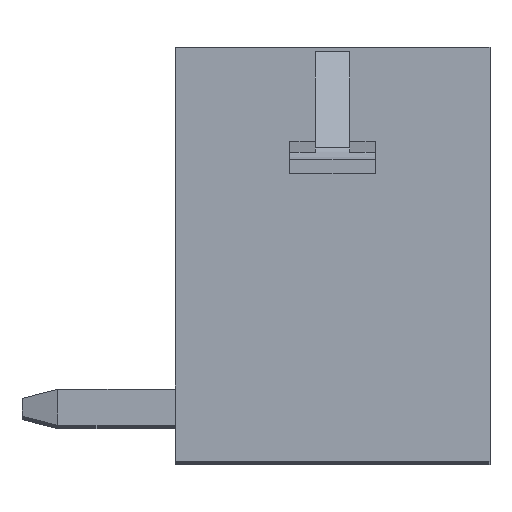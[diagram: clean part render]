
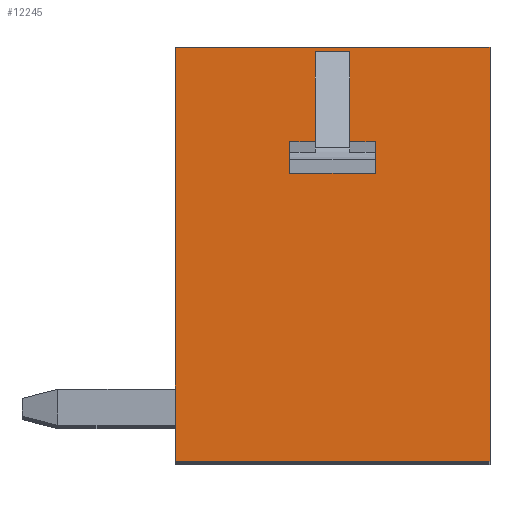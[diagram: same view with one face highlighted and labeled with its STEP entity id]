
A CAD part, top view. The second image highlights one B-rep face of the part: STEP entity #12245.
In plain terms, the highlighted planar face has unit normal (0, 0, 1).
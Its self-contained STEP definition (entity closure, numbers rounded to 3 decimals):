
#1997=DIRECTION('',(1.,0.,0.));
#1998=VECTOR('',#1997,7.);
#1999=CARTESIAN_POINT('',(-3.6,-3.853,0.));
#2000=LINE('',#1999,#1998);
#2001=DIRECTION('',(0.,-1.,0.));
#2002=VECTOR('',#2001,9.2);
#2003=CARTESIAN_POINT('',(-3.6,5.347,0.));
#2004=LINE('',#2003,#2002);
#2005=DIRECTION('',(-1.,0.,0.));
#2006=VECTOR('',#2005,7.);
#2007=CARTESIAN_POINT('',(3.4,5.347,0.));
#2008=LINE('',#2007,#2006);
#2009=DIRECTION('',(0.,1.,0.));
#2010=VECTOR('',#2009,9.2);
#2011=CARTESIAN_POINT('',(3.4,-3.853,0.));
#2012=LINE('',#2011,#2010);
#2013=DIRECTION('',(0.,1.,0.));
#2014=VECTOR('',#2013,0.495);
#2015=CARTESIAN_POINT('',(0.85,2.747,0.));
#2016=LINE('',#2015,#2014);
#2017=DIRECTION('',(-1.,0.,0.));
#2018=VECTOR('',#2017,0.76);
#2019=CARTESIAN_POINT('',(0.28,5.244,0.));
#2020=LINE('',#2019,#2018);
#2021=DIRECTION('',(1.,0.,0.));
#2022=VECTOR('',#2021,0.57);
#2023=CARTESIAN_POINT('',(-1.05,3.242,0.));
#2024=LINE('',#2023,#2022);
#2025=DIRECTION('',(0.,1.,0.));
#2026=VECTOR('',#2025,0.495);
#2027=CARTESIAN_POINT('',(-1.05,2.747,0.));
#2028=LINE('',#2027,#2026);
#2029=DIRECTION('',(-1.,0.,0.));
#2030=VECTOR('',#2029,1.9);
#2031=CARTESIAN_POINT('',(0.85,2.747,0.));
#2032=LINE('',#2031,#2030);
#2054=DIRECTION('',(-1.,0.,0.));
#2055=VECTOR('',#2054,0.57);
#2056=CARTESIAN_POINT('',(0.85,3.242,0.));
#2057=LINE('',#2056,#2055);
#2058=DIRECTION('',(0.,-1.,0.));
#2059=VECTOR('',#2058,2.002);
#2060=CARTESIAN_POINT('',(0.28,5.244,0.));
#2061=LINE('',#2060,#2059);
#2125=DIRECTION('',(0.,1.,0.));
#2126=VECTOR('',#2125,2.002);
#2127=CARTESIAN_POINT('',(-0.48,3.242,0.));
#2128=LINE('',#2127,#2126);
#8097=CARTESIAN_POINT('',(-3.6,-3.853,0.));
#8098=CARTESIAN_POINT('',(3.4,-3.853,0.));
#8099=VERTEX_POINT('',#8097);
#8100=VERTEX_POINT('',#8098);
#8101=CARTESIAN_POINT('',(3.4,5.347,0.));
#8102=VERTEX_POINT('',#8101);
#8103=CARTESIAN_POINT('',(-3.6,5.347,0.));
#8104=VERTEX_POINT('',#8103);
#9060=CARTESIAN_POINT('',(0.85,2.747,0.));
#9061=VERTEX_POINT('',#9060);
#9062=CARTESIAN_POINT('',(-1.05,2.747,0.));
#9063=VERTEX_POINT('',#9062);
#9065=CARTESIAN_POINT('',(-0.48,3.242,0.));
#9067=VERTEX_POINT('',#9065);
#9068=CARTESIAN_POINT('',(-0.48,5.244,0.));
#9069=VERTEX_POINT('',#9068);
#9070=CARTESIAN_POINT('',(-1.05,3.242,0.));
#9071=VERTEX_POINT('',#9070);
#9076=CARTESIAN_POINT('',(0.28,5.244,0.));
#9077=CARTESIAN_POINT('',(0.28,3.242,0.));
#9078=VERTEX_POINT('',#9076);
#9079=VERTEX_POINT('',#9077);
#9082=CARTESIAN_POINT('',(0.85,3.242,0.));
#9083=VERTEX_POINT('',#9082);
#12216=CARTESIAN_POINT('',(0.,0.,0.));
#12217=DIRECTION('',(0.,0.,1.));
#12218=DIRECTION('',(1.,0.,0.));
#12219=AXIS2_PLACEMENT_3D('',#12216,#12217,#12218);
#12220=PLANE('',#12219);
#12221=ORIENTED_EDGE('',*,*,#11822,.F.);
#12222=ORIENTED_EDGE('',*,*,#11554,.F.);
#12223=ORIENTED_EDGE('',*,*,#10826,.F.);
#12224=ORIENTED_EDGE('',*,*,#11920,.F.);
#12225=EDGE_LOOP('',(#12221,#12222,#12223,#12224));
#12226=FACE_OUTER_BOUND('',#12225,.F.);
#12228=ORIENTED_EDGE('',*,*,#12227,.T.);
#12230=ORIENTED_EDGE('',*,*,#12229,.T.);
#12232=ORIENTED_EDGE('',*,*,#12231,.F.);
#12234=ORIENTED_EDGE('',*,*,#12233,.T.);
#12236=ORIENTED_EDGE('',*,*,#12235,.F.);
#12238=ORIENTED_EDGE('',*,*,#12237,.F.);
#12240=ORIENTED_EDGE('',*,*,#12239,.F.);
#12242=ORIENTED_EDGE('',*,*,#12241,.F.);
#12243=EDGE_LOOP('',(#12228,#12230,#12232,#12234,#12236,#12238,#12240,#12242));
#12244=FACE_BOUND('',#12243,.F.);
#10826=EDGE_CURVE('',#8102,#8104,#2008,.T.);
#11554=EDGE_CURVE('',#8104,#8099,#2004,.T.);
#11822=EDGE_CURVE('',#8099,#8100,#2000,.T.);
#11920=EDGE_CURVE('',#8100,#8102,#2012,.T.);
#12227=EDGE_CURVE('',#9061,#9083,#2016,.T.);
#12229=EDGE_CURVE('',#9083,#9079,#2057,.T.);
#12231=EDGE_CURVE('',#9078,#9079,#2061,.T.);
#12233=EDGE_CURVE('',#9078,#9069,#2020,.T.);
#12235=EDGE_CURVE('',#9067,#9069,#2128,.T.);
#12237=EDGE_CURVE('',#9071,#9067,#2024,.T.);
#12239=EDGE_CURVE('',#9063,#9071,#2028,.T.);
#12241=EDGE_CURVE('',#9061,#9063,#2032,.T.);
#12245=ADVANCED_FACE('',(#12226,#12244),#12220,.T.);
